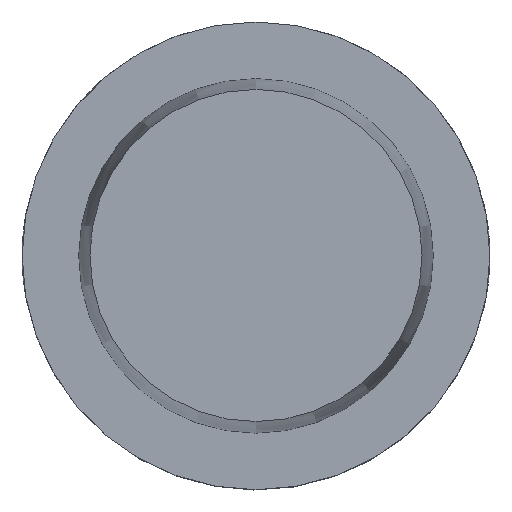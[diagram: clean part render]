
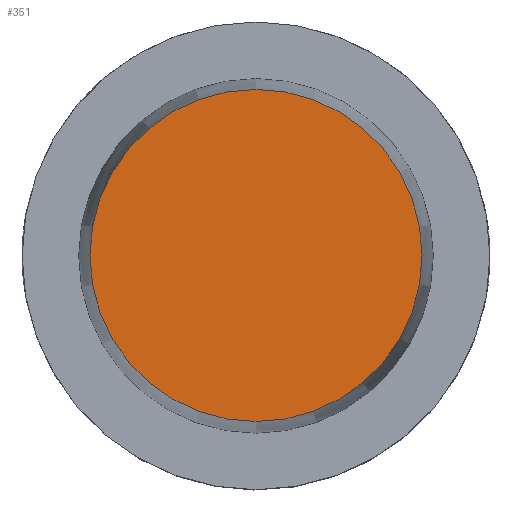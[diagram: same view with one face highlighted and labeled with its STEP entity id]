
A CAD part, top view. The second image highlights one B-rep face of the part: STEP entity #351.
In plain terms, the highlighted planar face has unit normal (0, 0, 1).
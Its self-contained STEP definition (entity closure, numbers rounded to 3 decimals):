
#351=ADVANCED_FACE('240[2]',(#814),#815,.T.);
#442=EDGE_CURVE('240[2]',#928,#928,#929,.T.);
#814=FACE_OUTER_BOUND('',#1601,.T.);
#815=PLANE('',#1602);
#928=VERTEX_POINT('',#1882);
#929=CIRCLE('',#1883,35.5);
#1601=EDGE_LOOP('',(#2319));
#1602=AXIS2_PLACEMENT_3D('',#2320,#2321,#2322);
#1882=CARTESIAN_POINT('',(0.,35.5,50.0));
#1883=AXIS2_PLACEMENT_3D('',#2480,#2481,#2482);
#2319=ORIENTED_EDGE('',*,*,#442,.F.);
#2320=CARTESIAN_POINT('',(0.,17.75,50.0));
#2321=DIRECTION('',(0.,0.,1.0));
#2322=DIRECTION('',(1.0,0.,0.0));
#2480=CARTESIAN_POINT('',(0.,0.,50.0));
#2481=DIRECTION('',(0.,0.,-1.0));
#2482=DIRECTION('',(0.,1.0,0.));
